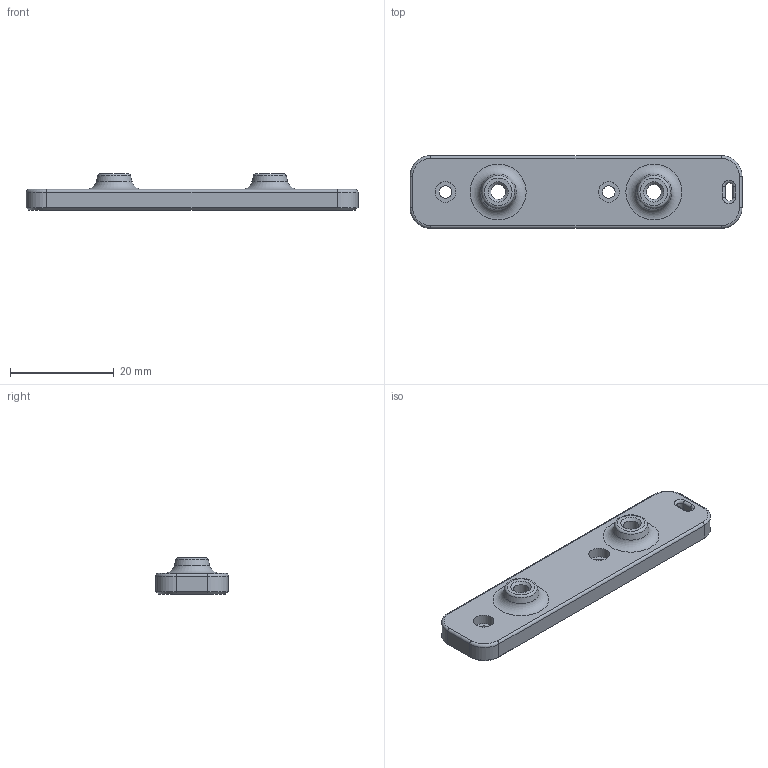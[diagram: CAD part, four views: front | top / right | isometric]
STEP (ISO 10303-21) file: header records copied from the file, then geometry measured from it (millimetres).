
FILE_DESCRIPTION(/* description */ (''),/* implementation_level */ '2;1');
FILE_NAME(/* name */ 'Voron Fan PCB Mount v6.step',/* time_stamp */ '2022-09-30T20:03:49-05:00',/* author */ (''),/* organization */ (''),/* preprocessor_version */ 'ST-DEVELOPER v19',/* originating_system */ 'Autodesk Translation Framework v11.7.0.108',/* authorisation */ '');
FILE_SCHEMA (('AUTOMOTIVE_DESIGN { 1 0 10303 214 3 1 1 }'));
Length unit declared in the file: millimetre
Products named in the file (1): Voron Fan PCB Mount
Bounding box: 64 x 14 x 7 mm (x, y, z)
Volume: 3561.5 mm3; surface area: 2532.4 mm2
Topology: 1 solids, 1 shells, 60 faces, 130 edges, 76 vertices
Faces by surface type: cylinder 18, plane 18, cone 14, torus 10
Full cylindrical faces by diameter (mm): 2.4 x2, 2.9 x2, 4 x2
Entity records: 1679 total; most frequent: DIRECTION 320, CARTESIAN_POINT 267, ORIENTED_EDGE 260, EDGE_CURVE 130, AXIS2_PLACEMENT_3D 129, VERTEX_POINT 76, EDGE_LOOP 74, CIRCLE 68
